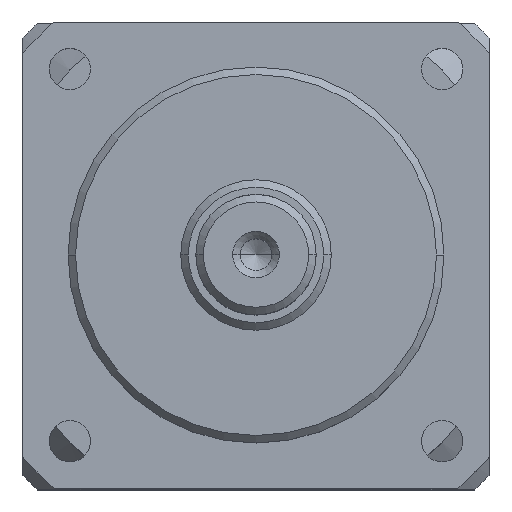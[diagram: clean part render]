
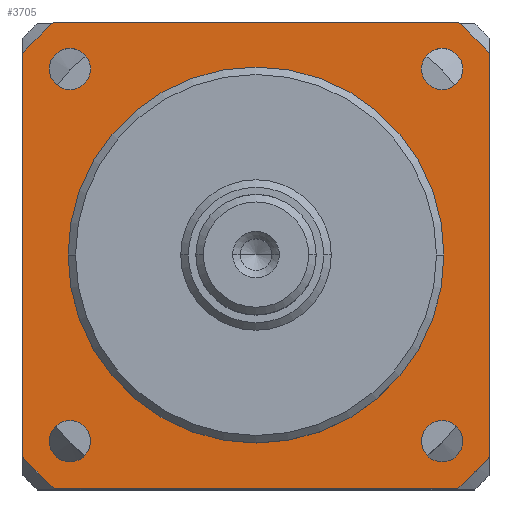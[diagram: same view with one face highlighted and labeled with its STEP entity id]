
A CAD part, top view. The second image highlights one B-rep face of the part: STEP entity #3705.
In plain terms, the highlighted planar face has unit normal (0, 0, 1).
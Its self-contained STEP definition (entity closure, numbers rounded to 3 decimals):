
#2198=DIRECTION('',(0.,-1.,0.));
#2199=VECTOR('',#2198,53.666);
#2200=CARTESIAN_POINT('',(406.951,173.298,75.));
#2201=LINE('',#2200,#2199);
#2210=DIRECTION('',(-1.,0.,0.));
#2211=VECTOR('',#2210,53.666);
#2212=CARTESIAN_POINT('',(402.783,115.465,75.));
#2213=LINE('',#2212,#2211);
#2430=DIRECTION('',(0.,1.,0.));
#2431=VECTOR('',#2430,53.666);
#2432=CARTESIAN_POINT('',(344.951,119.632,75.));
#2433=LINE('',#2432,#2431);
#2442=DIRECTION('',(1.,0.,0.));
#2443=VECTOR('',#2442,53.666);
#2444=CARTESIAN_POINT('',(349.118,177.465,75.));
#2445=LINE('',#2444,#2443);
#2454=CARTESIAN_POINT('',(375.951,146.465,75.));
#2455=DIRECTION('',(0.,0.,1.));
#2456=DIRECTION('',(0.654,-0.756,0.));
#2457=AXIS2_PLACEMENT_3D('',#2454,#2455,#2456);
#2459=CARTESIAN_POINT('',(375.951,146.465,75.));
#2460=DIRECTION('',(0.,0.,1.));
#2461=DIRECTION('',(-0.756,-0.654,0.));
#2462=AXIS2_PLACEMENT_3D('',#2459,#2460,#2461);
#2464=CARTESIAN_POINT('',(375.951,146.465,75.));
#2465=DIRECTION('',(0.,0.,1.));
#2466=DIRECTION('',(-0.654,0.756,0.));
#2467=AXIS2_PLACEMENT_3D('',#2464,#2465,#2466);
#2469=CARTESIAN_POINT('',(375.951,146.465,75.));
#2470=DIRECTION('',(0.,0.,1.));
#2471=DIRECTION('',(0.756,0.654,0.));
#2472=AXIS2_PLACEMENT_3D('',#2469,#2470,#2471);
#2474=CARTESIAN_POINT('',(351.202,171.214,75.));
#2475=DIRECTION('',(0.,0.,-1.));
#2476=DIRECTION('',(-1.,0.,0.));
#2477=AXIS2_PLACEMENT_3D('',#2474,#2475,#2476);
#2479=CARTESIAN_POINT('',(351.202,171.214,75.));
#2480=DIRECTION('',(0.,0.,-1.));
#2481=DIRECTION('',(1.,0.,0.));
#2482=AXIS2_PLACEMENT_3D('',#2479,#2480,#2481);
#2484=CARTESIAN_POINT('',(400.699,171.214,75.));
#2485=DIRECTION('',(0.,0.,-1.));
#2486=DIRECTION('',(-1.,0.,0.));
#2487=AXIS2_PLACEMENT_3D('',#2484,#2485,#2486);
#2489=CARTESIAN_POINT('',(400.699,171.214,75.));
#2490=DIRECTION('',(0.,0.,-1.));
#2491=DIRECTION('',(1.,0.,0.));
#2492=AXIS2_PLACEMENT_3D('',#2489,#2490,#2491);
#2494=CARTESIAN_POINT('',(400.699,121.716,75.));
#2495=DIRECTION('',(0.,0.,-1.));
#2496=DIRECTION('',(-1.,0.,0.));
#2497=AXIS2_PLACEMENT_3D('',#2494,#2495,#2496);
#2499=CARTESIAN_POINT('',(400.699,121.716,75.));
#2500=DIRECTION('',(0.,0.,-1.));
#2501=DIRECTION('',(1.,0.,0.));
#2502=AXIS2_PLACEMENT_3D('',#2499,#2500,#2501);
#2504=CARTESIAN_POINT('',(351.202,121.716,75.));
#2505=DIRECTION('',(0.,0.,-1.));
#2506=DIRECTION('',(-1.,0.,0.));
#2507=AXIS2_PLACEMENT_3D('',#2504,#2505,#2506);
#2509=CARTESIAN_POINT('',(351.202,121.716,75.));
#2510=DIRECTION('',(0.,0.,-1.));
#2511=DIRECTION('',(1.,0.,0.));
#2512=AXIS2_PLACEMENT_3D('',#2509,#2510,#2511);
#2514=CARTESIAN_POINT('',(375.951,146.465,75.));
#2515=DIRECTION('',(0.,0.,-1.));
#2516=DIRECTION('',(1.,0.,0.));
#2517=AXIS2_PLACEMENT_3D('',#2514,#2515,#2516);
#2519=CARTESIAN_POINT('',(375.951,146.465,75.));
#2520=DIRECTION('',(0.,0.,-1.));
#2521=DIRECTION('',(-1.,0.,0.));
#2522=AXIS2_PLACEMENT_3D('',#2519,#2520,#2521);
#3134=CARTESIAN_POINT('',(406.951,119.632,75.));
#3136=VERTEX_POINT('',#3134);
#3191=CARTESIAN_POINT('',(406.951,173.298,75.));
#3192=VERTEX_POINT('',#3191);
#3199=CARTESIAN_POINT('',(402.783,115.465,75.));
#3200=CARTESIAN_POINT('',(349.118,115.465,75.));
#3201=VERTEX_POINT('',#3199);
#3202=VERTEX_POINT('',#3200);
#3219=CARTESIAN_POINT('',(397.949,171.214,75.));
#3221=VERTEX_POINT('',#3219);
#3227=CARTESIAN_POINT('',(353.952,121.716,75.));
#3229=VERTEX_POINT('',#3227);
#3233=CARTESIAN_POINT('',(344.951,119.632,75.));
#3234=CARTESIAN_POINT('',(344.951,173.298,75.));
#3235=VERTEX_POINT('',#3233);
#3236=VERTEX_POINT('',#3234);
#3261=CARTESIAN_POINT('',(348.452,121.716,75.));
#3262=VERTEX_POINT('',#3261);
#3263=CARTESIAN_POINT('',(350.951,146.465,75.));
#3264=VERTEX_POINT('',#3263);
#3265=CARTESIAN_POINT('',(353.952,171.214,75.));
#3266=CARTESIAN_POINT('',(348.452,171.214,75.));
#3267=VERTEX_POINT('',#3265);
#3268=VERTEX_POINT('',#3266);
#3275=CARTESIAN_POINT('',(403.449,121.716,75.));
#3276=VERTEX_POINT('',#3275);
#3281=CARTESIAN_POINT('',(403.449,171.214,75.));
#3282=VERTEX_POINT('',#3281);
#3310=CARTESIAN_POINT('',(402.783,177.465,75.));
#3311=VERTEX_POINT('',#3310);
#3356=CARTESIAN_POINT('',(397.949,121.716,75.));
#3357=VERTEX_POINT('',#3356);
#3364=CARTESIAN_POINT('',(349.118,177.465,75.));
#3365=VERTEX_POINT('',#3364);
#3377=CARTESIAN_POINT('',(400.951,146.465,75.));
#3378=VERTEX_POINT('',#3377);
#3660=CARTESIAN_POINT('',(0.,0.,75.));
#3661=DIRECTION('',(0.,0.,1.));
#3662=DIRECTION('',(1.,0.,0.));
#3663=AXIS2_PLACEMENT_3D('',#3660,#3661,#3662);
#3664=PLANE('',#3663);
#3665=ORIENTED_EDGE('',*,*,#3390,.T.);
#3666=ORIENTED_EDGE('',*,*,#3414,.F.);
#3667=ORIENTED_EDGE('',*,*,#3429,.T.);
#3668=ORIENTED_EDGE('',*,*,#3455,.F.);
#3669=ORIENTED_EDGE('',*,*,#3596,.T.);
#3670=ORIENTED_EDGE('',*,*,#3616,.F.);
#3671=ORIENTED_EDGE('',*,*,#3631,.T.);
#3672=ORIENTED_EDGE('',*,*,#3652,.F.);
#3673=EDGE_LOOP('',(#3665,#3666,#3667,#3668,#3669,#3670,#3671,#3672));
#3674=FACE_OUTER_BOUND('',#3673,.F.);
#3676=ORIENTED_EDGE('',*,*,#3675,.F.);
#3678=ORIENTED_EDGE('',*,*,#3677,.F.);
#3679=EDGE_LOOP('',(#3676,#3678));
#3680=FACE_BOUND('',#3679,.F.);
#3682=ORIENTED_EDGE('',*,*,#3681,.F.);
#3684=ORIENTED_EDGE('',*,*,#3683,.F.);
#3685=EDGE_LOOP('',(#3682,#3684));
#3686=FACE_BOUND('',#3685,.F.);
#3688=ORIENTED_EDGE('',*,*,#3687,.F.);
#3690=ORIENTED_EDGE('',*,*,#3689,.F.);
#3691=EDGE_LOOP('',(#3688,#3690));
#3692=FACE_BOUND('',#3691,.F.);
#3694=ORIENTED_EDGE('',*,*,#3693,.F.);
#3696=ORIENTED_EDGE('',*,*,#3695,.F.);
#3697=EDGE_LOOP('',(#3694,#3696));
#3698=FACE_BOUND('',#3697,.F.);
#3700=ORIENTED_EDGE('',*,*,#3699,.F.);
#3702=ORIENTED_EDGE('',*,*,#3701,.F.);
#3703=EDGE_LOOP('',(#3700,#3702));
#3704=FACE_BOUND('',#3703,.F.);
#3705=ADVANCED_FACE('',(#3674,#3680,#3686,#3692,#3698,#3704),#3664,.T.);
#2458=CIRCLE('',#2457,41.);
#2463=CIRCLE('',#2462,41.);
#2468=CIRCLE('',#2467,41.);
#2473=CIRCLE('',#2472,41.);
#2478=CIRCLE('',#2477,2.75);
#2483=CIRCLE('',#2482,2.75);
#2488=CIRCLE('',#2487,2.75);
#2493=CIRCLE('',#2492,2.75);
#2498=CIRCLE('',#2497,2.75);
#2503=CIRCLE('',#2502,2.75);
#2508=CIRCLE('',#2507,2.75);
#2513=CIRCLE('',#2512,2.75);
#2518=CIRCLE('',#2517,25.);
#2523=CIRCLE('',#2522,25.);
#3390=EDGE_CURVE('',#3192,#3136,#2201,.T.);
#3414=EDGE_CURVE('',#3201,#3136,#2458,.T.);
#3429=EDGE_CURVE('',#3201,#3202,#2213,.T.);
#3455=EDGE_CURVE('',#3235,#3202,#2463,.T.);
#3596=EDGE_CURVE('',#3235,#3236,#2433,.T.);
#3616=EDGE_CURVE('',#3365,#3236,#2468,.T.);
#3631=EDGE_CURVE('',#3365,#3311,#2445,.T.);
#3652=EDGE_CURVE('',#3192,#3311,#2473,.T.);
#3675=EDGE_CURVE('',#3268,#3267,#2478,.T.);
#3677=EDGE_CURVE('',#3267,#3268,#2483,.T.);
#3681=EDGE_CURVE('',#3221,#3282,#2488,.T.);
#3683=EDGE_CURVE('',#3282,#3221,#2493,.T.);
#3687=EDGE_CURVE('',#3357,#3276,#2498,.T.);
#3689=EDGE_CURVE('',#3276,#3357,#2503,.T.);
#3693=EDGE_CURVE('',#3262,#3229,#2508,.T.);
#3695=EDGE_CURVE('',#3229,#3262,#2513,.T.);
#3699=EDGE_CURVE('',#3378,#3264,#2518,.T.);
#3701=EDGE_CURVE('',#3264,#3378,#2523,.T.);
